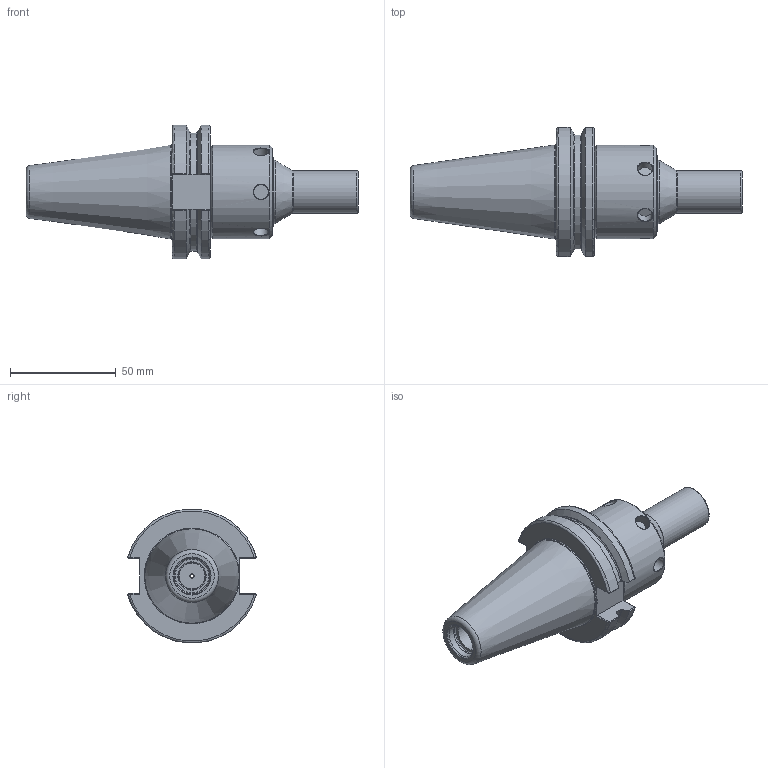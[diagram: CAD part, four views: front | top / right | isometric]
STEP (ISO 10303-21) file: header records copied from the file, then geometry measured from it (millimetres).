
FILE_DESCRIPTION(/* description */ (''),/* implementation_level */ '2;1');
FILE_NAME(/* name */ 'DCAT40-VX08-0350.stp',/* time_stamp */ '2019-07-12T10:32:00-05:00',/* author */ ('ldfli'),/* organization */ ('Pioneer N.A.'),/* preprocessor_version */ 'ST-DEVELOPER v18',/* originating_system */ 'Autodesk Inventor LT',/* authorisation */ '');
FILE_SCHEMA (('AUTOMOTIVE_DESIGN { 1 0 10303 214 3 1 1 }'));
Length unit declared in the file: millimetre
Products named in the file (1): DCAT40-VX08-0350
Bounding box: 157.15 x 61.14 x 63.31 mm (x, y, z)
Volume: 146847.5 mm3; surface area: 40361.6 mm2
Topology: 4 solids, 4 shells, 169 faces, 467 edges, 322 vertices
Faces by surface type: plane 61, cylinder 44, torus 23, bspline 22, cone 19
Full cylindrical faces by diameter (mm): 2 x4, 6.03 x1, 6.9 x6, 8 x1, 10 x1, 11.04 x1, 12 x1, 12.69 x2, 13 x2, 13.386 x1, 16.28 x1, 16.78 x1, 20 x1, 28.6 x1, 29.979 x1, 30 x1, 30.05 x1, 38.5 x1, 40 x1, 40.5 x1, 44.45 x2
Entity records: 7174 total; most frequent: CARTESIAN_POINT 2730, ORIENTED_EDGE 934, DIRECTION 896, EDGE_CURVE 467, AXIS2_PLACEMENT_3D 365, VERTEX_POINT 322, CIRCLE 217, EDGE_LOOP 199
